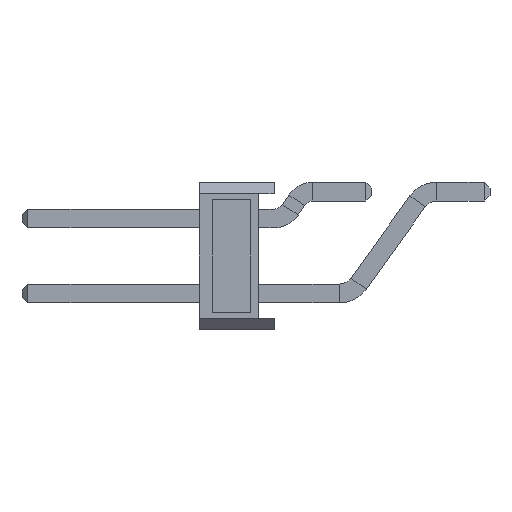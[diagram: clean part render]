
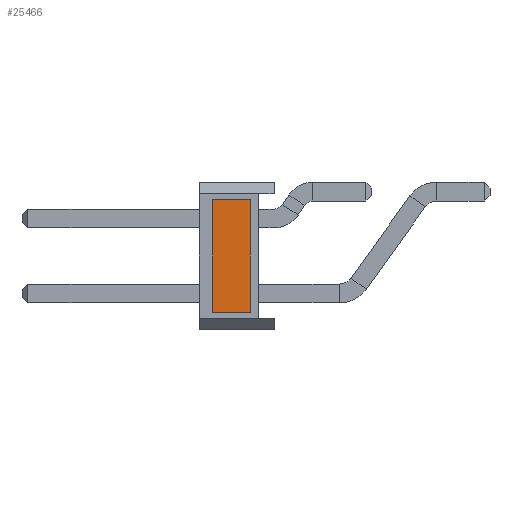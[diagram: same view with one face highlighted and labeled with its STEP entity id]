
A CAD part, left-side view. The second image highlights one B-rep face of the part: STEP entity #25466.
In plain terms, the highlighted planar face has unit normal (-1, 0, 0).
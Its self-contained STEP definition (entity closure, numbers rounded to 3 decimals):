
#791 = VECTOR ( 'NONE', #18896, 1000. ) ;
#3170 = DIRECTION ( 'NONE',  ( 0., 0., 1. ) ) ;
#3449 = DIRECTION ( 'NONE',  ( 0., -1., 0. ) ) ;
#4009 = DIRECTION ( 'NONE',  ( 1., 0., 0. ) ) ;
#4062 = VERTEX_POINT ( 'NONE', #12334 ) ;
#4205 = EDGE_CURVE ( 'NONE', #8688, #4062, #13637, .T. ) ;
#6387 = CARTESIAN_POINT ( 'NONE',  ( -1.27, 2.1, 1.9 ) ) ;
#7285 = ORIENTED_EDGE ( 'NONE', *, *, #7989, .F. ) ;
#7754 = ORIENTED_EDGE ( 'NONE', *, *, #31029, .F. ) ;
#7989 = EDGE_CURVE ( 'NONE', #13058, #4062, #11502, .T. ) ;
#8688 = VERTEX_POINT ( 'NONE', #28063 ) ;
#11203 = CARTESIAN_POINT ( 'NONE',  ( -1.27, 2.1, -1.9 ) ) ;
#11388 = LINE ( 'NONE', #32073, #14728 ) ;
#11502 = LINE ( 'NONE', #6387, #18617 ) ;
#12334 = CARTESIAN_POINT ( 'NONE',  ( -1.27, 0.8, 1.9 ) ) ;
#12855 = VECTOR ( 'NONE', #3449, 1000. ) ;
#13058 = VERTEX_POINT ( 'NONE', #15865 ) ;
#13637 = LINE ( 'NONE', #24161, #791 ) ;
#14365 = AXIS2_PLACEMENT_3D ( 'NONE', #27744, #4009, #30720 ) ;
#14424 = DIRECTION ( 'NONE',  ( 0., -1., 0. ) ) ;
#14728 = VECTOR ( 'NONE', #3170, 1000. ) ;
#14897 = FACE_OUTER_BOUND ( 'NONE', #30692, .T. ) ;
#15773 = LINE ( 'NONE', #24658, #12855 ) ;
#15865 = CARTESIAN_POINT ( 'NONE',  ( -1.27, 2.1, 1.9 ) ) ;
#18385 = ORIENTED_EDGE ( 'NONE', *, *, #4205, .T. ) ;
#18617 = VECTOR ( 'NONE', #14424, 1000. ) ;
#18896 = DIRECTION ( 'NONE',  ( 0., 0., 1. ) ) ;
#24161 = CARTESIAN_POINT ( 'NONE',  ( -1.27, 0.8, 0. ) ) ;
#24658 = CARTESIAN_POINT ( 'NONE',  ( -1.27, 2.1, -1.9 ) ) ;
#25466 = ADVANCED_FACE ( 'NONE', ( #14897 ), #30261, .F. ) ;
#25730 = ORIENTED_EDGE ( 'NONE', *, *, #29938, .T. ) ;
#27744 = CARTESIAN_POINT ( 'NONE',  ( -1.27, 2.1, 0. ) ) ;
#28063 = CARTESIAN_POINT ( 'NONE',  ( -1.27, 0.8, -1.9 ) ) ;
#29938 = EDGE_CURVE ( 'NONE', #31887, #8688, #15773, .T. ) ;
#30261 = PLANE ( 'NONE',  #14365 ) ;
#30692 = EDGE_LOOP ( 'NONE', ( #18385, #7285, #7754, #25730 ) ) ;
#30720 = DIRECTION ( 'NONE',  ( 0., 0., -1. ) ) ;
#31029 = EDGE_CURVE ( 'NONE', #31887, #13058, #11388, .T. ) ;
#31887 = VERTEX_POINT ( 'NONE', #11203 ) ;
#32073 = CARTESIAN_POINT ( 'NONE',  ( -1.27, 2.1, 0. ) ) ;
